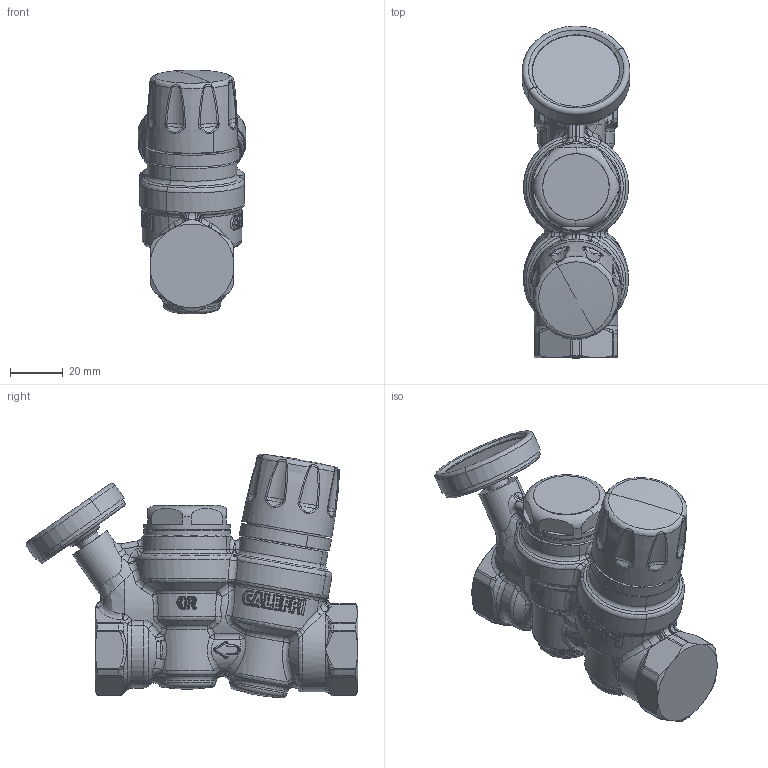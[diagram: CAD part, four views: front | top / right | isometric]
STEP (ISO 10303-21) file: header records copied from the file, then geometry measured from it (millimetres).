
FILE_DESCRIPTION(('CATIA V5 STEP Exchange','CAx-IF Rec.Pracs.--- Model Styling and Organization---1.5--- 2016-08-15','CAx-IF Rec.Pracs.---Supplemental Geometry---1.0---2011-11-01','CAx-IF Rec.Pracs.--- Composite Materials ---3.4---2017-06-13','CAx-IF Rec.Pracs.---Tessellated 3D Geometry---1.0---2015-12-17'),'2;1');
FILE_NAME('STEP_116240_-_TST.stp','2023-07-25T13:22:01+00:00',('none'),('none'),'CATIA Version 5-6 Release 2020 SP5','CATIA V5 STEP AP242 v2','none');
FILE_SCHEMA(('AP242_MANAGED_MODEL_BASED_3D_ENGINEERING_MIM_LF {1 0 10303 442 1 1 4}'));
Products named in the file (1): 116240 - TST
Bounding box: 40.99 x 126.23 x 92.72 mm (x, y, z)
Volume: 186171.1 mm3; surface area: 36831.6 mm2
Topology: 6 solids, 6 shells, 2271 faces, 5327 edges, 2910 vertices
Faces by surface type: bspline 1307, plane 319, cylinder 303, sphere 161, torus 106, cone 73, revolution 2
Entity records: 128062 total; most frequent: CARTESIAN_POINT 89870, ORIENTED_EDGE 10216, EDGE_CURVE 5108, B_SPLINE_CURVE_WITH_KNOTS 3483, DIRECTION 3099, VERTEX_POINT 2910, EDGE_LOOP 2334, ADVANCED_FACE 2271
